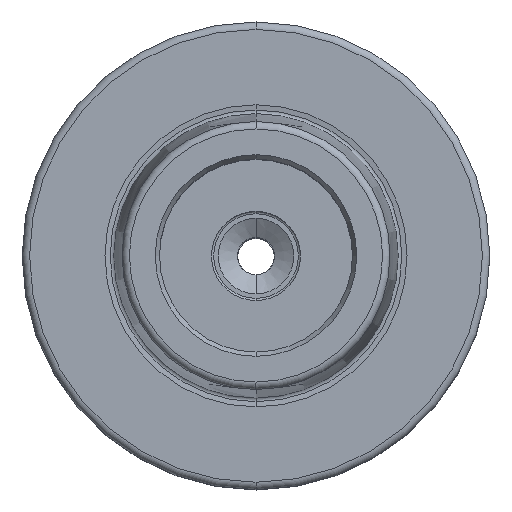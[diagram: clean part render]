
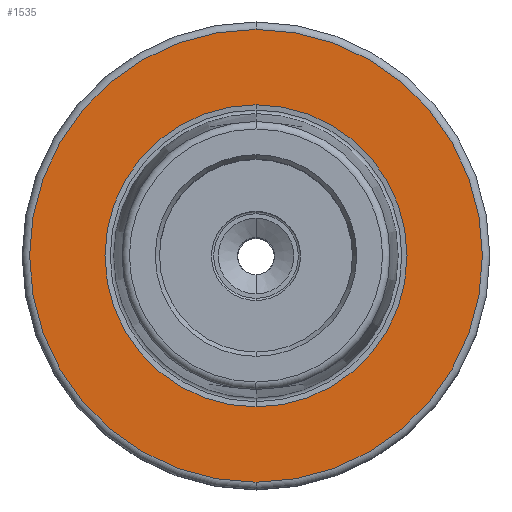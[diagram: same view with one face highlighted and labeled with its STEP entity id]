
A CAD part, top view. The second image highlights one B-rep face of the part: STEP entity #1535.
In plain terms, the highlighted planar face has unit normal (0, 0, 1).
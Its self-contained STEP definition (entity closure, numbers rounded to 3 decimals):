
#158=CARTESIAN_POINT('',(0,0,26));
#159=DIRECTION('',(0,0,1));
#160=DIRECTION('',(0,1,0));
#161=AXIS2_PLACEMENT_3D('',#158,#159,#160);
#163=CARTESIAN_POINT('',(0,0,26));
#164=DIRECTION('',(0,0,1));
#165=DIRECTION('',(0,-1,0));
#166=AXIS2_PLACEMENT_3D('',#163,#164,#165);
#176=CARTESIAN_POINT('',(0,0,26));
#177=DIRECTION('',(0,0,1));
#178=DIRECTION('',(0,1,0));
#179=AXIS2_PLACEMENT_3D('',#176,#177,#178);
#181=CARTESIAN_POINT('',(0,0,26));
#182=DIRECTION('',(0,0,-1));
#183=DIRECTION('',(0,1,0));
#184=AXIS2_PLACEMENT_3D('',#181,#182,#183);
#1037=CARTESIAN_POINT('',(0,20.344,26));
#1039=VERTEX_POINT('',#1037);
#1067=CARTESIAN_POINT('',(0,-20.344,26));
#1069=VERTEX_POINT('',#1067);
#1113=CARTESIAN_POINT('',(0,30.5,26));
#1114=CARTESIAN_POINT('',(0,-30.5,26));
#1115=VERTEX_POINT('',#1113);
#1116=VERTEX_POINT('',#1114);
#1519=CARTESIAN_POINT('',(0,0,26));
#1520=DIRECTION('',(0,0,-1));
#1521=DIRECTION('',(0,-1,0));
#1522=AXIS2_PLACEMENT_3D('',#1519,#1520,#1521);
#1523=PLANE('',#1522);
#1525=ORIENTED_EDGE('',*,*,#1524,.F.);
#1526=ORIENTED_EDGE('',*,*,#1509,.F.);
#1527=EDGE_LOOP('',(#1525,#1526));
#1528=FACE_OUTER_BOUND('',#1527,.F.);
#1530=ORIENTED_EDGE('',*,*,#1529,.T.);
#1532=ORIENTED_EDGE('',*,*,#1531,.F.);
#1533=EDGE_LOOP('',(#1530,#1532));
#1534=FACE_BOUND('',#1533,.F.);
#1535=ADVANCED_FACE('',(#1528,#1534),#1523,.F.);
#162=CIRCLE('',#161,30.5);
#167=CIRCLE('',#166,30.5);
#180=CIRCLE('',#179,20.344);
#185=CIRCLE('',#184,20.344);
#1509=EDGE_CURVE('',#1116,#1115,#167,.T.);
#1524=EDGE_CURVE('',#1115,#1116,#162,.T.);
#1529=EDGE_CURVE('',#1039,#1069,#180,.T.);
#1531=EDGE_CURVE('',#1039,#1069,#185,.T.);
